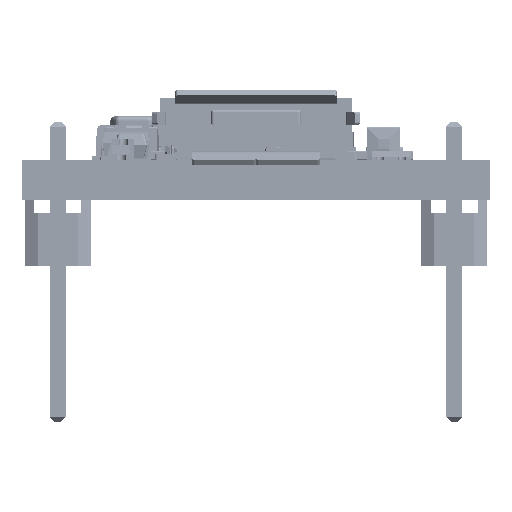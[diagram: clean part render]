
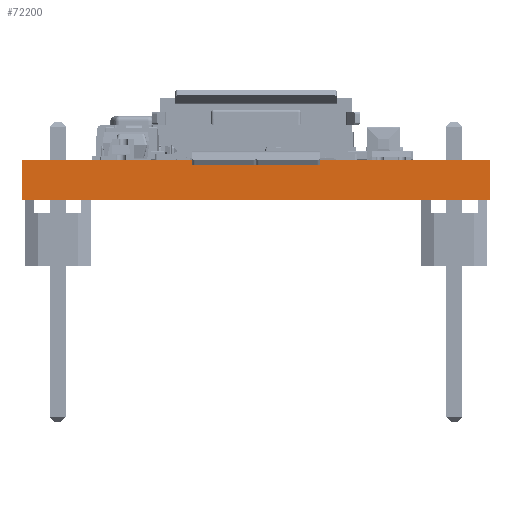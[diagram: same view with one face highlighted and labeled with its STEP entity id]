
A CAD part, left-side view. The second image highlights one B-rep face of the part: STEP entity #72200.
In plain terms, the highlighted planar face has unit normal (-1, 0, 0).
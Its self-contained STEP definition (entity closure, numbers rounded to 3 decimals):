
#10758=FACE_OUTER_BOUND('',#14106,.T.);
#14106=EDGE_LOOP('',(#52893,#52894,#52895,#52896));
#17229=LINE('',#103631,#25371);
#17237=LINE('',#103958,#25379);
#17245=LINE('',#104283,#25387);
#17246=LINE('',#104284,#25388);
#25371=VECTOR('',#82020,18.);
#25379=VECTOR('',#82340,18.);
#25387=VECTOR('',#82660,1.545);
#25388=VECTOR('',#82661,1.545);
#33513=VERTEX_POINT('',#103629);
#33514=VERTEX_POINT('',#103630);
#33676=VERTEX_POINT('',#103956);
#33677=VERTEX_POINT('',#103957);
#41858=EDGE_CURVE('',#33513,#33514,#17229,.T.);
#42021=EDGE_CURVE('',#33676,#33677,#17237,.T.);
#42184=EDGE_CURVE('',#33514,#33677,#17245,.T.);
#42185=EDGE_CURVE('',#33513,#33676,#17246,.T.);
#52893=ORIENTED_EDGE('',*,*,#41858,.T.);
#52894=ORIENTED_EDGE('',*,*,#42184,.T.);
#52895=ORIENTED_EDGE('',*,*,#42021,.F.);
#52896=ORIENTED_EDGE('',*,*,#42185,.F.);
#69977=PLANE('',#75593);
#72200=ADVANCED_FACE('',(#10758),#69977,.T.);
#75593=AXIS2_PLACEMENT_3D('',#104282,#82658,#82659);
#82020=DIRECTION('',(0.,1.,0.));
#82340=DIRECTION('',(0.,1.,0.));
#82658=DIRECTION('center_axis',(-1.,0.,0.));
#82659=DIRECTION('ref_axis',(0.,1.,0.));
#82660=DIRECTION('',(0.,0.,-1.));
#82661=DIRECTION('',(0.,0.,-1.));
#103629=CARTESIAN_POINT('',(0.,0.,0.));
#103630=CARTESIAN_POINT('',(0.,18.,0.));
#103631=CARTESIAN_POINT('',(0.,0.,0.));
#103956=CARTESIAN_POINT('',(0.,0.,-1.545));
#103957=CARTESIAN_POINT('',(0.,18.,-1.545));
#103958=CARTESIAN_POINT('',(0.,0.,-1.545));
#104282=CARTESIAN_POINT('Origin',(0.,0.,0.));
#104283=CARTESIAN_POINT('',(0.,18.,0.));
#104284=CARTESIAN_POINT('',(0.,0.,0.));
